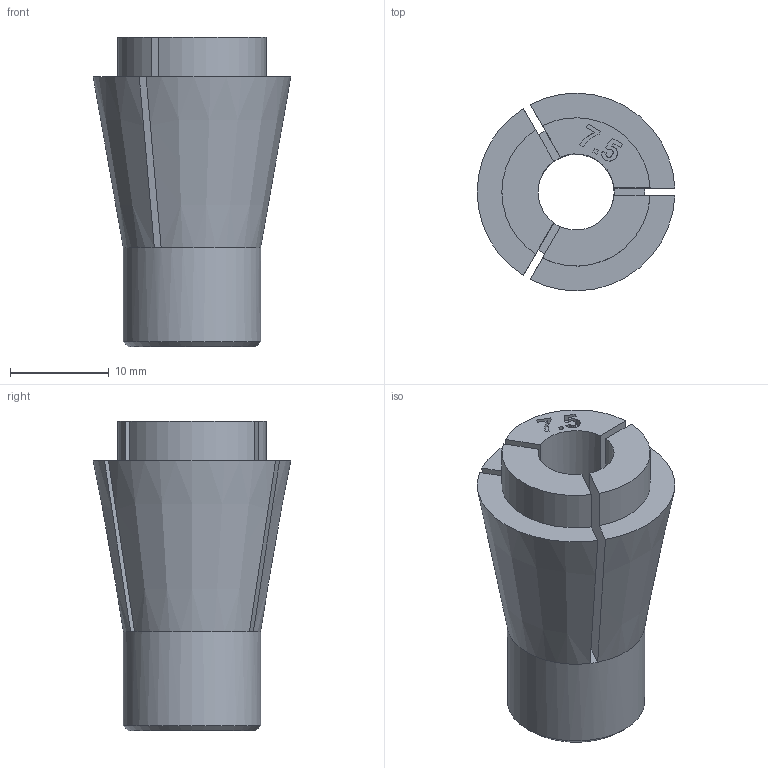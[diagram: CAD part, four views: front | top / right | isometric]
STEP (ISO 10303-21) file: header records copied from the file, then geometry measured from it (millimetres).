
FILE_DESCRIPTION(('FreeCAD Model'),'2;1');
FILE_NAME('Open CASCADE Shape Model','2024-03-30T09:23:21',(''),(''), 'Open CASCADE STEP processor 7.6','FreeCAD','Unknown');
FILE_SCHEMA(('AUTOMOTIVE_DESIGN { 1 0 10303 214 1 1 1 1 }'));
Length unit declared in the file: millimetre
Products named in the file (1): Collet_d=7.5
Bounding box: 19.99 x 20 x 31.3 mm (x, y, z)
Volume: 4477.7 mm3; surface area: 3147.1 mm2
Topology: 1 solids, 1 shells, 64 faces, 180 edges, 120 vertices
Faces by surface type: plane 35, extrusion 19, cone 5, cylinder 5
Full cylindrical faces by diameter (mm): 7.7 x1, 13.9 x1
Entity records: 2123 total; most frequent: CARTESIAN_POINT 479, ORIENTED_EDGE 360, DIRECTION 288, EDGE_CURVE 180, VECTOR 126, VERTEX_POINT 120, LINE 107, AXIS2_PLACEMENT_3D 81
